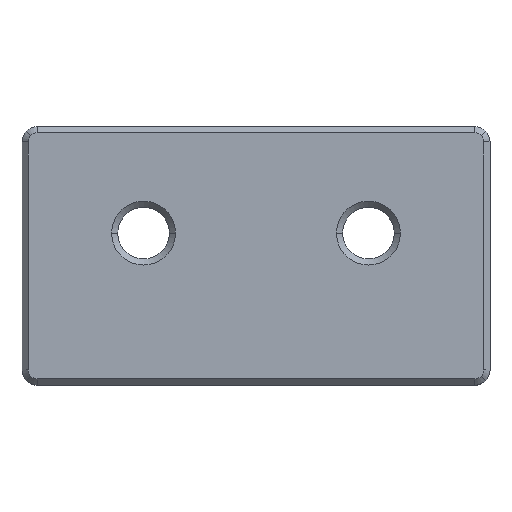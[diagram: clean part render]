
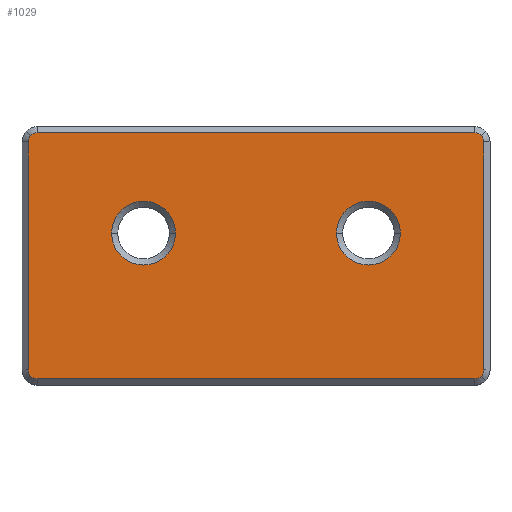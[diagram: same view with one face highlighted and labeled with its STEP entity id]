
A CAD part, top view. The second image highlights one B-rep face of the part: STEP entity #1029.
In plain terms, the highlighted planar face has unit normal (0, 0, 1).
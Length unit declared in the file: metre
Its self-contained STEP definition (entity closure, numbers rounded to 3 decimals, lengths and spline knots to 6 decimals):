
#14 = CARTESIAN_POINT ( 'NONE',  ( 0.036875, -0.044048, 0.122849 ) ) ;
#36 = ORIENTED_EDGE ( 'NONE', *, *, #1571, .F. ) ;
#57 = ORIENTED_EDGE ( 'NONE', *, *, #1560, .F. ) ;
#65 = DIRECTION ( 'NONE',  ( 0.707, 0.707, 0. ) ) ;
#116 = CARTESIAN_POINT ( 'NONE',  ( 0.037051, -0.028624, 0.122849 ) ) ;
#119 = CIRCLE ( 'NONE', #1499, 0.0021 ) ;
#124 = AXIS2_PLACEMENT_3D ( 'NONE', #1927, #2293, #65 ) ;
#153 = VERTEX_POINT ( 'NONE', #116 ) ;
#155 = EDGE_LOOP ( 'NONE', ( #998, #540 ) ) ;
#161 = DIRECTION ( 'NONE',  ( 0., 0., 1. ) ) ;
#178 = ORIENTED_EDGE ( 'NONE', *, *, #2366, .F. ) ;
#213 = PLANE ( 'NONE',  #1905 ) ;
#229 = ORIENTED_EDGE ( 'NONE', *, *, #1857, .F. ) ;
#236 = ORIENTED_EDGE ( 'NONE', *, *, #1500, .F. ) ;
#257 = DIRECTION ( 'NONE',  ( 0., 0., 1. ) ) ;
#260 = VERTEX_POINT ( 'NONE', #2356 ) ;
#271 = CARTESIAN_POINT ( 'NONE',  ( 0.037475, -0.044648, 0.122849 ) ) ;
#282 = CIRCLE ( 'NONE', #449, 0.0006 ) ;
#298 = EDGE_CURVE ( 'NONE', #1855, #875, #1452, .T. ) ;
#326 = ORIENTED_EDGE ( 'NONE', *, *, #1987, .F. ) ;
#348 = DIRECTION ( 'NONE',  ( -0.707, -0.707, 0. ) ) ;
#350 = DIRECTION ( 'NONE',  ( 0., -1., 0. ) ) ;
#361 = AXIS2_PLACEMENT_3D ( 'NONE', #1681, #572, #348 ) ;
#374 = CARTESIAN_POINT ( 'NONE',  ( 0.059275, -0.035048, 0.122849 ) ) ;
#398 = FACE_BOUND ( 'NONE', #1888, .T. ) ;
#449 = AXIS2_PLACEMENT_3D ( 'NONE', #880, #1647, #2218 ) ;
#455 = VERTEX_POINT ( 'NONE', #1354 ) ;
#472 = CARTESIAN_POINT ( 'NONE',  ( 0.061375, -0.035048, 0.122849 ) ) ;
#475 = CARTESIAN_POINT ( 'NONE',  ( 0.066699, -0.028624, 0.122849 ) ) ;
#528 = CARTESIAN_POINT ( 'NONE',  ( 0.044475, -0.035048, 0.122849 ) ) ;
#540 = ORIENTED_EDGE ( 'NONE', *, *, #1422, .F. ) ;
#548 = CARTESIAN_POINT ( 'NONE',  ( 0.037475, -0.044048, 0.122849 ) ) ;
#551 = VERTEX_POINT ( 'NONE', #271 ) ;
#572 = DIRECTION ( 'NONE',  ( 0., 0., -1. ) ) ;
#659 = VECTOR ( 'NONE', #1031, 1. ) ;
#663 = LINE ( 'NONE', #2347, #659 ) ;
#674 = CIRCLE ( 'NONE', #1548, 0.0021 ) ;
#704 = AXIS2_PLACEMENT_3D ( 'NONE', #548, #2019, #2436 ) ;
#706 = CIRCLE ( 'NONE', #361, 0.0006 ) ;
#715 = AXIS2_PLACEMENT_3D ( 'NONE', #374, #2263, #1443 ) ;
#737 = CARTESIAN_POINT ( 'NONE',  ( 0.044475, -0.035048, 0.122849 ) ) ;
#738 = CARTESIAN_POINT ( 'NONE',  ( 0.066875, -0.044048, 0.122849 ) ) ;
#765 = ORIENTED_EDGE ( 'NONE', *, *, #1234, .F. ) ;
#770 = DIRECTION ( 'NONE',  ( -0.707, 0.707, 0. ) ) ;
#805 = FACE_BOUND ( 'NONE', #155, .T. ) ;
#823 = ORIENTED_EDGE ( 'NONE', *, *, #982, .F. ) ;
#827 = CARTESIAN_POINT ( 'NONE',  ( 0.037475, -0.028448, 0.122849 ) ) ;
#843 = CARTESIAN_POINT ( 'NONE',  ( 0.066275, -0.044648, 0.122849 ) ) ;
#875 = VERTEX_POINT ( 'NONE', #14 ) ;
#880 = CARTESIAN_POINT ( 'NONE',  ( 0.066275, -0.044048, 0.122849 ) ) ;
#897 = CARTESIAN_POINT ( 'NONE',  ( 0.066275, -0.029048, 0.122849 ) ) ;
#907 = CIRCLE ( 'NONE', #1232, 0.0006 ) ;
#951 = VECTOR ( 'NONE', #2210, 1. ) ;
#982 = EDGE_CURVE ( 'NONE', #1776, #2305, #2422, .T. ) ;
#998 = ORIENTED_EDGE ( 'NONE', *, *, #2015, .F. ) ;
#1009 = DIRECTION ( 'NONE',  ( 1., 0., 0. ) ) ;
#1023 = LINE ( 'NONE', #2392, #951 ) ;
#1029 = ADVANCED_FACE ( 'NONE', ( #1915, #398, #805 ), #213, .T. ) ;
#1031 = DIRECTION ( 'NONE',  ( -1., 0., 0. ) ) ;
#1101 = DIRECTION ( 'NONE',  ( 0., 0., -1. ) ) ;
#1138 = CARTESIAN_POINT ( 'NONE',  ( 0.066699, -0.044473, 0.122849 ) ) ;
#1167 = DIRECTION ( 'NONE',  ( 0., 0., -1. ) ) ;
#1171 = VERTEX_POINT ( 'NONE', #2161 ) ;
#1232 = AXIS2_PLACEMENT_3D ( 'NONE', #2335, #1370, #1425 ) ;
#1234 = EDGE_CURVE ( 'NONE', #1286, #1171, #1023, .T. ) ;
#1286 = VERTEX_POINT ( 'NONE', #827 ) ;
#1289 = CARTESIAN_POINT ( 'NONE',  ( 0.046575, -0.035048, 0.122849 ) ) ;
#1294 = DIRECTION ( 'NONE',  ( 0.707, 0.707, 0. ) ) ;
#1305 = CIRCLE ( 'NONE', #2364, 0.0006 ) ;
#1333 = CARTESIAN_POINT ( 'NONE',  ( 0.037475, -0.029048, 0.122849 ) ) ;
#1354 = CARTESIAN_POINT ( 'NONE',  ( 0.066875, -0.029048, 0.122849 ) ) ;
#1370 = DIRECTION ( 'NONE',  ( 0., 0., -1. ) ) ;
#1383 = VERTEX_POINT ( 'NONE', #1289 ) ;
#1386 = AXIS2_PLACEMENT_3D ( 'NONE', #1921, #1495, #2088 ) ;
#1422 = EDGE_CURVE ( 'NONE', #1882, #1383, #119, .T. ) ;
#1425 = DIRECTION ( 'NONE',  ( 0.707, -0.707, 0. ) ) ;
#1443 = DIRECTION ( 'NONE',  ( 1., 0., 0. ) ) ;
#1452 = CIRCLE ( 'NONE', #704, 0.0006 ) ;
#1465 = EDGE_CURVE ( 'NONE', #2305, #1776, #1903, .T. ) ;
#1494 = ORIENTED_EDGE ( 'NONE', *, *, #298, .F. ) ;
#1495 = DIRECTION ( 'NONE',  ( 0., 0., -1. ) ) ;
#1499 = AXIS2_PLACEMENT_3D ( 'NONE', #737, #1847, #1858 ) ;
#1500 = EDGE_CURVE ( 'NONE', #875, #260, #1546, .T. ) ;
#1546 = LINE ( 'NONE', #1574, #2190 ) ;
#1548 = AXIS2_PLACEMENT_3D ( 'NONE', #528, #161, #1901 ) ;
#1560 = EDGE_CURVE ( 'NONE', #1171, #2324, #1622, .T. ) ;
#1571 = EDGE_CURVE ( 'NONE', #153, #1286, #1305, .T. ) ;
#1574 = CARTESIAN_POINT ( 'NONE',  ( 0.036875, -0.031698, 0.122849 ) ) ;
#1589 = CARTESIAN_POINT ( 'NONE',  ( 0.057175, -0.035048, 0.122849 ) ) ;
#1591 = ORIENTED_EDGE ( 'NONE', *, *, #1626, .F. ) ;
#1618 = CIRCLE ( 'NONE', #1386, 0.0006 ) ;
#1622 = CIRCLE ( 'NONE', #124, 0.0006 ) ;
#1626 = EDGE_CURVE ( 'NONE', #1982, #2339, #907, .T. ) ;
#1647 = DIRECTION ( 'NONE',  ( 0., 0., -1. ) ) ;
#1662 = CARTESIAN_POINT ( 'NONE',  ( 0.042375, -0.035048, 0.122849 ) ) ;
#1669 = EDGE_CURVE ( 'NONE', #2339, #551, #663, .T. ) ;
#1681 = CARTESIAN_POINT ( 'NONE',  ( 0.037475, -0.044048, 0.122849 ) ) ;
#1721 = DIRECTION ( 'NONE',  ( 0., 0., 1. ) ) ;
#1737 = CARTESIAN_POINT ( 'NONE',  ( 0.059275, -0.035048, 0.122849 ) ) ;
#1776 = VERTEX_POINT ( 'NONE', #472 ) ;
#1816 = LINE ( 'NONE', #2056, #2318 ) ;
#1835 = CARTESIAN_POINT ( 'NONE',  ( 0.037051, -0.044473, 0.122849 ) ) ;
#1847 = DIRECTION ( 'NONE',  ( 0., 0., 1. ) ) ;
#1855 = VERTEX_POINT ( 'NONE', #1835 ) ;
#1857 = EDGE_CURVE ( 'NONE', #1934, #1982, #282, .T. ) ;
#1858 = DIRECTION ( 'NONE',  ( 1., 0., 0. ) ) ;
#1882 = VERTEX_POINT ( 'NONE', #1662 ) ;
#1888 = EDGE_LOOP ( 'NONE', ( #823, #2036 ) ) ;
#1898 = ORIENTED_EDGE ( 'NONE', *, *, #1669, .F. ) ;
#1901 = DIRECTION ( 'NONE',  ( 1., 0., 0. ) ) ;
#1903 = CIRCLE ( 'NONE', #715, 0.0021 ) ;
#1905 = AXIS2_PLACEMENT_3D ( 'NONE', #2332, #1721, #2141 ) ;
#1915 = FACE_OUTER_BOUND ( 'NONE', #1960, .T. ) ;
#1921 = CARTESIAN_POINT ( 'NONE',  ( 0.037475, -0.029048, 0.122849 ) ) ;
#1927 = CARTESIAN_POINT ( 'NONE',  ( 0.066275, -0.029048, 0.122849 ) ) ;
#1934 = VERTEX_POINT ( 'NONE', #738 ) ;
#1947 = ORIENTED_EDGE ( 'NONE', *, *, #2410, .F. ) ;
#1960 = EDGE_LOOP ( 'NONE', ( #2027, #236, #1494, #326, #1898, #1591, #229, #178, #1947, #57, #765, #36 ) ) ;
#1982 = VERTEX_POINT ( 'NONE', #1138 ) ;
#1987 = EDGE_CURVE ( 'NONE', #551, #1855, #706, .T. ) ;
#2015 = EDGE_CURVE ( 'NONE', #1383, #1882, #674, .T. ) ;
#2019 = DIRECTION ( 'NONE',  ( 0., 0., -1. ) ) ;
#2027 = ORIENTED_EDGE ( 'NONE', *, *, #2129, .F. ) ;
#2029 = AXIS2_PLACEMENT_3D ( 'NONE', #1737, #257, #1009 ) ;
#2036 = ORIENTED_EDGE ( 'NONE', *, *, #1465, .F. ) ;
#2056 = CARTESIAN_POINT ( 'NONE',  ( 0.066875, -0.031698, 0.122849 ) ) ;
#2088 = DIRECTION ( 'NONE',  ( -0.707, 0.707, 0. ) ) ;
#2129 = EDGE_CURVE ( 'NONE', #260, #153, #1618, .T. ) ;
#2141 = DIRECTION ( 'NONE',  ( 1., 0., 0. ) ) ;
#2161 = CARTESIAN_POINT ( 'NONE',  ( 0.066275, -0.028448, 0.122849 ) ) ;
#2190 = VECTOR ( 'NONE', #2320, 1. ) ;
#2191 = CIRCLE ( 'NONE', #2228, 0.0006 ) ;
#2210 = DIRECTION ( 'NONE',  ( 1., 0., 0. ) ) ;
#2218 = DIRECTION ( 'NONE',  ( 0.707, -0.707, 0. ) ) ;
#2228 = AXIS2_PLACEMENT_3D ( 'NONE', #897, #1101, #1294 ) ;
#2263 = DIRECTION ( 'NONE',  ( 0., 0., 1. ) ) ;
#2293 = DIRECTION ( 'NONE',  ( 0., 0., -1. ) ) ;
#2305 = VERTEX_POINT ( 'NONE', #1589 ) ;
#2318 = VECTOR ( 'NONE', #350, 1. ) ;
#2320 = DIRECTION ( 'NONE',  ( 0., 1., 0. ) ) ;
#2324 = VERTEX_POINT ( 'NONE', #475 ) ;
#2332 = CARTESIAN_POINT ( 'NONE',  ( 0.036875, -0.027448, 0.122849 ) ) ;
#2335 = CARTESIAN_POINT ( 'NONE',  ( 0.066275, -0.044048, 0.122849 ) ) ;
#2339 = VERTEX_POINT ( 'NONE', #843 ) ;
#2347 = CARTESIAN_POINT ( 'NONE',  ( 0.036875, -0.044648, 0.122849 ) ) ;
#2356 = CARTESIAN_POINT ( 'NONE',  ( 0.036875, -0.029048, 0.122849 ) ) ;
#2364 = AXIS2_PLACEMENT_3D ( 'NONE', #1333, #1167, #770 ) ;
#2366 = EDGE_CURVE ( 'NONE', #455, #1934, #1816, .T. ) ;
#2392 = CARTESIAN_POINT ( 'NONE',  ( 0.044374, -0.028448, 0.122849 ) ) ;
#2410 = EDGE_CURVE ( 'NONE', #2324, #455, #2191, .T. ) ;
#2422 = CIRCLE ( 'NONE', #2029, 0.0021 ) ;
#2436 = DIRECTION ( 'NONE',  ( -0.707, -0.707, 0. ) ) ;
